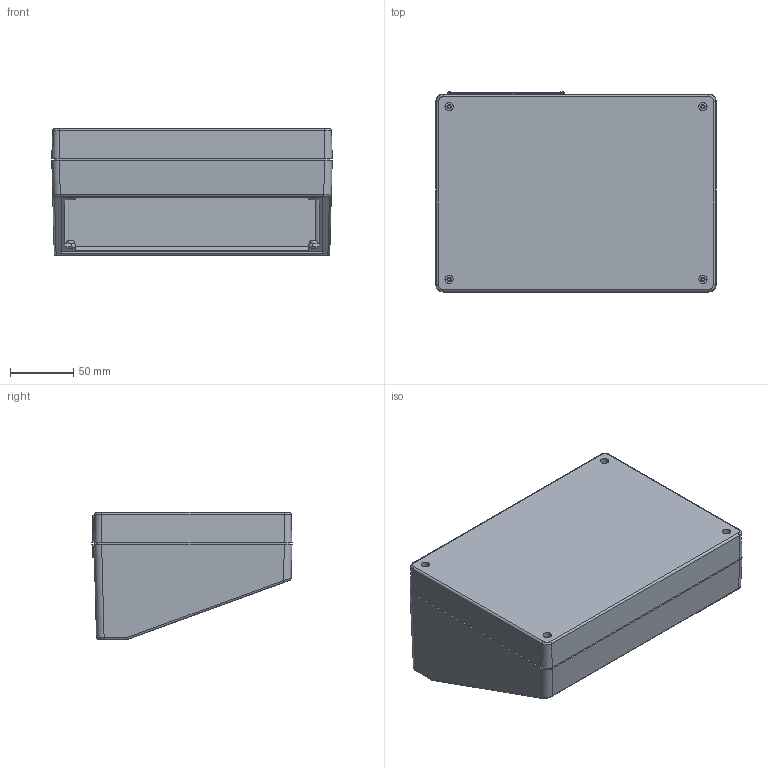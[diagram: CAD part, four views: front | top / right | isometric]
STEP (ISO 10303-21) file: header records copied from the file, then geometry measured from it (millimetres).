
FILE_DESCRIPTION (( 'STEP AP214' ), '1' );
FILE_NAME ('G1500.STEP', '2013-06-06T05:47:34', ( 'NEF User' ), ( 'NEF User' ), 'SwSTEP 2.0', 'SolidWorks 2012', '' );
FILE_SCHEMA (( 'AUTOMOTIVE_DESIGN' ));
Length unit declared in the file: millimetre
Products named in the file (1): G1500
Bounding box: 221 x 157.6 x 100.1 mm (x, y, z)
Volume: 313122.4 mm3; surface area: 218453.7 mm2
Topology: 3 solids, 3 shells, 328 faces, 828 edges, 533 vertices
Faces by surface type: plane 185, cylinder 100, cone 30, bspline 13
Entity records: 11010 total; most frequent: CARTESIAN_POINT 3060, ORIENTED_EDGE 1648, DIRECTION 1628, EDGE_CURVE 824, AXIS2_PLACEMENT_3D 550, VERTEX_POINT 533, VECTOR 528, LINE 528
